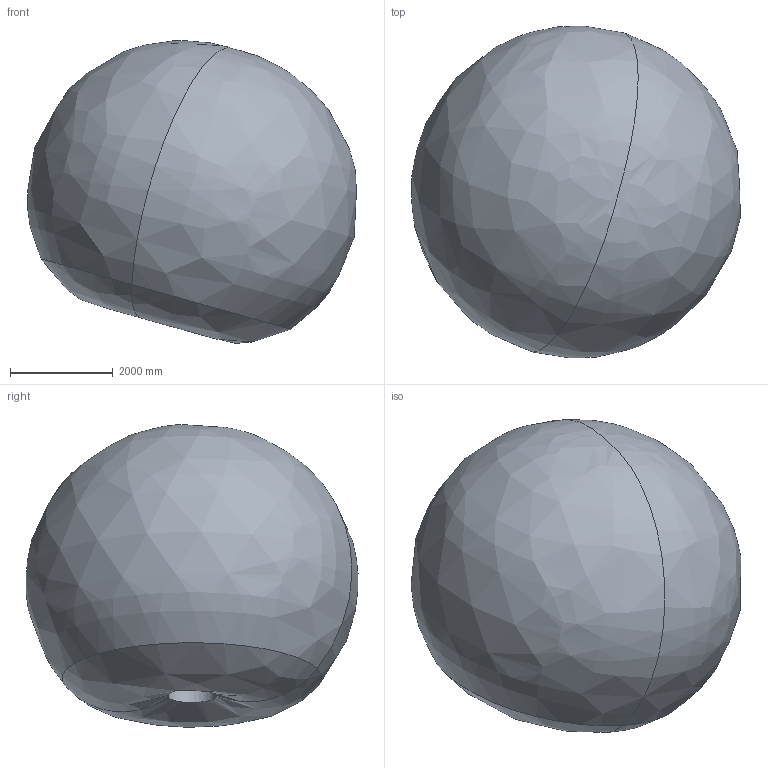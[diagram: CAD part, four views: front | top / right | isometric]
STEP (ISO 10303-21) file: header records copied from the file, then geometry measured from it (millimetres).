
FILE_DESCRIPTION (( 'STEP AP214' ), '1' );
FILE_NAME ('GR6160-3200V1.0 机器人数模.STEP', '2024-07-31T06:03:57', ( '' ), ( '' ), 'SwSTEP 2.0', 'SolidWorks 2016', '' );
FILE_SCHEMA (( 'AUTOMOTIVE_DESIGN' ));
Length unit declared in the file: millimetre
Products named in the file (9): 复件 小臂^GR6160-3200V1.0 机器人数模; 复件 大臂^GR6160-3200V1.0 机器人数模; 复件 转座^GR6160-3200V1.0 机器人数模; 复件 电机座^GR6160-3200V1.0 机器人数模; 复件 底座^GR6160-3200V1.0 机器人数模; 复件 运动范围图^GR6160-3200V1.0 机器人数模; 复件 法兰^GR6160-3200V1.0 机器人数模; 复件 手腕^GR6160-3200V1.0 机器人数模; GR6160-3200V1.0 机器人数模
Assembly tree (8 placements, depth 2):
  GR6160-3200V1.0 机器人数模
    复件 底座^GR6160-3200V1.0 机器人数模
    复件 转座^GR6160-3200V1.0 机器人数模
    复件 大臂^GR6160-3200V1.0 机器人数模
    复件 手腕^GR6160-3200V1.0 机器人数模
    复件 小臂^GR6160-3200V1.0 机器人数模
    复件 法兰^GR6160-3200V1.0 机器人数模
    复件 电机座^GR6160-3200V1.0 机器人数模
    复件 运动范围图^GR6160-3200V1.0 机器人数模
Bounding box: 6411.09 x 6473.5 x 5901.91 mm (x, y, z)
Volume: 129353315335.3 mm3; surface area: 144928399 mm2
Topology: 8 solids, 79 shells, 2406 faces, 5889 edges, 3780 vertices
Faces by surface type: plane 1095, cylinder 823, bspline 295, cone 107, torus 86
Entity records: 122583 total; most frequent: CARTESIAN_POINT 50222, ORIENTED_EDGE 11722, DIRECTION 11347, EDGE_CURVE 5861, AXIS2_PLACEMENT_3D 4222, VERTEX_POINT 3780, LINE 2903, VECTOR 2903
